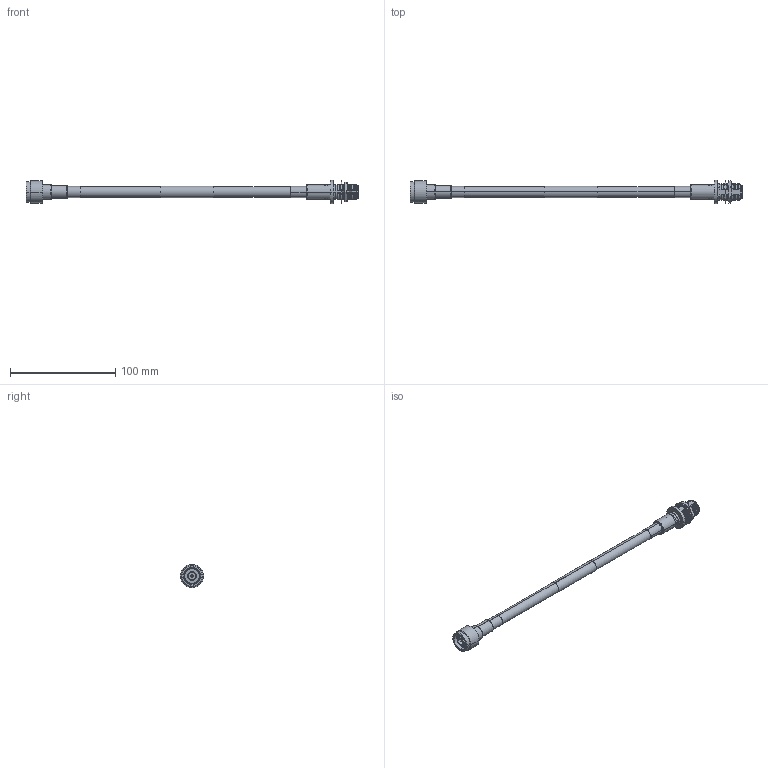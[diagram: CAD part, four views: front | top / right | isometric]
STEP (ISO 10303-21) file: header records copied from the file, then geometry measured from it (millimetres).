
FILE_DESCRIPTION (( 'STEP AP214' ), '1' );
FILE_NAME ('FMC00452_3D.step', '2023-02-23T03:24:06', ( '' ), ( '' ), 'SwSTEP 2.0', 'SolidWorks 2022', '' );
FILE_SCHEMA (( 'AUTOMOTIVE_DESIGN' ));
Length unit declared in the file: inch
Products named in the file (10): LMR-400-FR^FMC00452; EZ-400-NF-BH-X-LC_ferrule; EZ-400-NF-BH-X-LC_body; SC9116^FMC00452; EZ-400-NF-BH-X-LC; heat shrink conn 2^FMC00452_conn 1; EZ-400-NF-BH-X-LC_washer; heat shrink conn 1^FMC00452; FMC00452_3D; EZ-400-NF-BH-X-LC_hexnut
Assembly tree (9 placements, depth 3):
  FMC00452_3D
    LMR-400-FR^FMC00452
    SC9116^FMC00452
    heat shrink conn 1^FMC00452
    EZ-400-NF-BH-X-LC
      EZ-400-NF-BH-X-LC_body
      EZ-400-NF-BH-X-LC_hexnut
      EZ-400-NF-BH-X-LC_washer
      EZ-400-NF-BH-X-LC_ferrule
    heat shrink conn 2^FMC00452_conn 1
Bounding box: 315.99 x 22.23 x 22.23 mm (x, y, z)
Volume: 31608.8 mm3; surface area: 27955.8 mm2
Topology: 11 solids, 11 shells, 476 faces, 1191 edges, 759 vertices
Faces by surface type: cone 174, cylinder 152, plane 117, torus 28, bspline 5
Entity records: 16289 total; most frequent: CARTESIAN_POINT 4217, DIRECTION 2533, ORIENTED_EDGE 2378, EDGE_CURVE 1189, AXIS2_PLACEMENT_3D 1048, VERTEX_POINT 759, CIRCLE 564, EDGE_LOOP 516
